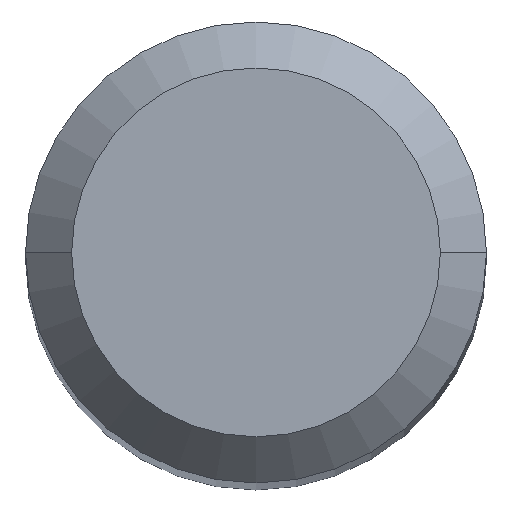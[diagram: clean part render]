
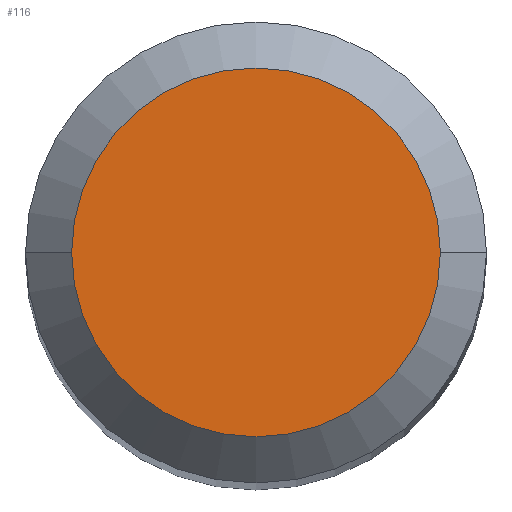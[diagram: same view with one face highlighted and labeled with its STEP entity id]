
A CAD part, top view. The second image highlights one B-rep face of the part: STEP entity #116.
In plain terms, the highlighted planar face has unit normal (0, 0, 1).
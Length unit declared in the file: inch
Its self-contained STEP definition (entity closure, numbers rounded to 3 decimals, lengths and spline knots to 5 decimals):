
#16 = CARTESIAN_POINT ( 'NONE',  ( 0., 0., 0. ) ) ;
#44 = AXIS2_PLACEMENT_3D ( 'NONE', #51, #198, #271 ) ;
#50 = CARTESIAN_POINT ( 'NONE',  ( 0., 0., 0. ) ) ;
#51 = CARTESIAN_POINT ( 'NONE',  ( 0., 0., 0. ) ) ;
#55 = DIRECTION ( 'NONE',  ( 0., 0., 1. ) ) ;
#76 = ORIENTED_EDGE ( 'NONE', *, *, #210, .T. ) ;
#84 = DIRECTION ( 'NONE',  ( 0., 0., 1. ) ) ;
#87 = DIRECTION ( 'NONE',  ( 1., 0., 0. ) ) ;
#90 = CARTESIAN_POINT ( 'NONE',  ( 0.04724, 0., 0. ) ) ;
#113 = EDGE_CURVE ( 'NONE', #190, #144, #318, .T. ) ;
#116 = ADVANCED_FACE ( 'NONE', ( #281 ), #162, .F. ) ;
#120 = CARTESIAN_POINT ( 'NONE',  ( -0.04724, 0., 0. ) ) ;
#144 = VERTEX_POINT ( 'NONE', #90 ) ;
#162 = PLANE ( 'NONE',  #44 ) ;
#190 = VERTEX_POINT ( 'NONE', #120 ) ;
#197 = DIRECTION ( 'NONE',  ( 1., 0., 0. ) ) ;
#198 = DIRECTION ( 'NONE',  ( 0., 0., -1. ) ) ;
#210 = EDGE_CURVE ( 'NONE', #144, #190, #422, .T. ) ;
#252 = AXIS2_PLACEMENT_3D ( 'NONE', #16, #55, #87 ) ;
#263 = ORIENTED_EDGE ( 'NONE', *, *, #113, .T. ) ;
#271 = DIRECTION ( 'NONE',  ( -1., 0., 0. ) ) ;
#281 = FACE_OUTER_BOUND ( 'NONE', #337, .T. ) ;
#318 = CIRCLE ( 'NONE', #252, 0.04724 ) ;
#337 = EDGE_LOOP ( 'NONE', ( #263, #76 ) ) ;
#372 = AXIS2_PLACEMENT_3D ( 'NONE', #50, #84, #197 ) ;
#422 = CIRCLE ( 'NONE', #372, 0.04724 ) ;
